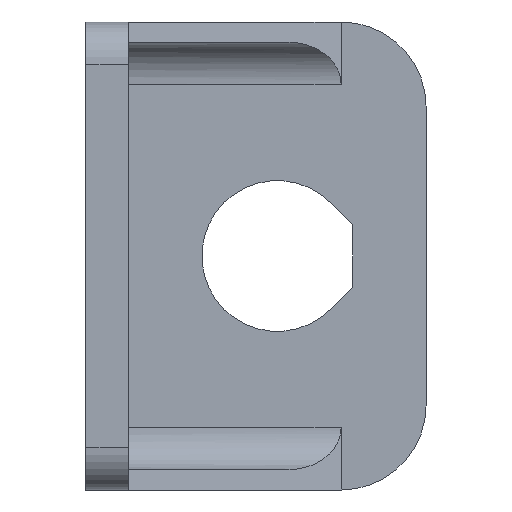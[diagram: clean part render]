
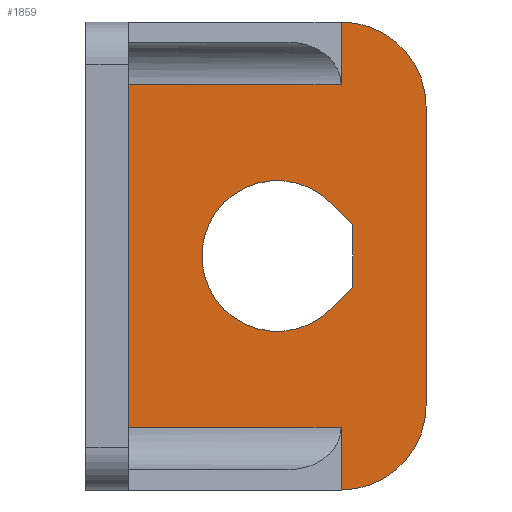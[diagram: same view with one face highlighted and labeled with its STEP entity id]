
A CAD part, front view. The second image highlights one B-rep face of the part: STEP entity #1859.
In plain terms, the highlighted planar face has unit normal (0, -1, 0).
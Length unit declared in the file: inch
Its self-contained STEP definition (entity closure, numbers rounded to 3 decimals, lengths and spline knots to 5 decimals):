
#27=FACE_BOUND('',#297,.T.);
#51=CIRCLE('',#1945,0.5);
#52=CIRCLE('',#1946,0.5);
#53=CIRCLE('',#1947,0.443);
#105=PLANE('',#1944);
#190=FACE_OUTER_BOUND('',#296,.T.);
#296=EDGE_LOOP('',(#1573,#1574,#1575,#1576,#1577,#1578,#1579,#1580));
#297=EDGE_LOOP('',(#1581,#1582,#1583,#1584));
#453=LINE('',#3172,#621);
#456=LINE('',#3182,#624);
#458=LINE('',#3187,#626);
#465=LINE('',#3212,#633);
#466=LINE('',#3215,#634);
#467=LINE('',#3219,#635);
#468=LINE('',#3223,#636);
#469=LINE('',#3225,#637);
#470=LINE('',#3227,#638);
#621=VECTOR('',#2161,0.3937);
#624=VECTOR('',#2170,0.3937);
#626=VECTOR('',#2176,0.3937);
#633=VECTOR('',#2199,0.3937);
#634=VECTOR('',#2202,0.3937);
#635=VECTOR('',#2205,0.3937);
#636=VECTOR('',#2208,0.3937);
#637=VECTOR('',#2209,0.3937);
#638=VECTOR('',#2210,0.3937);
#885=VERTEX_POINT('',#3166);
#887=VERTEX_POINT('',#3170);
#889=VERTEX_POINT('',#3178);
#891=VERTEX_POINT('',#3181);
#902=VERTEX_POINT('',#3210);
#903=VERTEX_POINT('',#3214);
#904=VERTEX_POINT('',#3216);
#905=VERTEX_POINT('',#3218);
#906=VERTEX_POINT('',#3221);
#907=VERTEX_POINT('',#3222);
#908=VERTEX_POINT('',#3224);
#909=VERTEX_POINT('',#3226);
#1135=EDGE_CURVE('',#887,#885,#453,.T.);
#1139=EDGE_CURVE('',#889,#891,#456,.T.);
#1142=EDGE_CURVE('',#885,#889,#458,.T.);
#1155=EDGE_CURVE('',#902,#891,#465,.T.);
#1156=EDGE_CURVE('',#887,#903,#466,.T.);
#1157=EDGE_CURVE('',#904,#903,#51,.T.);
#1158=EDGE_CURVE('',#904,#905,#467,.T.);
#1159=EDGE_CURVE('',#902,#905,#52,.T.);
#1160=EDGE_CURVE('',#906,#907,#468,.T.);
#1161=EDGE_CURVE('',#907,#908,#469,.T.);
#1162=EDGE_CURVE('',#908,#909,#470,.T.);
#1163=EDGE_CURVE('',#909,#906,#53,.T.);
#1573=ORIENTED_EDGE('',*,*,#1156,.T.);
#1574=ORIENTED_EDGE('',*,*,#1157,.F.);
#1575=ORIENTED_EDGE('',*,*,#1158,.T.);
#1576=ORIENTED_EDGE('',*,*,#1159,.F.);
#1577=ORIENTED_EDGE('',*,*,#1155,.T.);
#1578=ORIENTED_EDGE('',*,*,#1139,.F.);
#1579=ORIENTED_EDGE('',*,*,#1142,.F.);
#1580=ORIENTED_EDGE('',*,*,#1135,.F.);
#1581=ORIENTED_EDGE('',*,*,#1160,.T.);
#1582=ORIENTED_EDGE('',*,*,#1161,.T.);
#1583=ORIENTED_EDGE('',*,*,#1162,.T.);
#1584=ORIENTED_EDGE('',*,*,#1163,.T.);
#1859=ADVANCED_FACE('',(#190,#27),#105,.T.);
#1944=AXIS2_PLACEMENT_3D('',#3213,#2200,#2201);
#1945=AXIS2_PLACEMENT_3D('',#3217,#2203,#2204);
#1946=AXIS2_PLACEMENT_3D('',#3220,#2206,#2207);
#1947=AXIS2_PLACEMENT_3D('',#3228,#2211,#2212);
#2161=DIRECTION('',(-1.,0.,0.));
#2170=DIRECTION('',(1.,0.,0.));
#2176=DIRECTION('',(0.,0.,1.));
#2199=DIRECTION('',(0.,0.,-1.));
#2200=DIRECTION('center_axis',(0.,-1.,0.));
#2201=DIRECTION('ref_axis',(1.,0.,0.));
#2202=DIRECTION('',(0.,0.,-1.));
#2203=DIRECTION('center_axis',(0.,1.,0.));
#2204=DIRECTION('ref_axis',(0.707,0.,-0.707));
#2205=DIRECTION('',(0.,0.,1.));
#2206=DIRECTION('center_axis',(0.,1.,0.));
#2207=DIRECTION('ref_axis',(0.707,0.,0.707));
#2208=DIRECTION('',(0.707,0.,-0.707));
#2209=DIRECTION('',(0.,0.,-1.));
#2210=DIRECTION('',(-0.707,0.,-0.707));
#2211=DIRECTION('center_axis',(0.,1.,0.));
#2212=DIRECTION('ref_axis',(1.,0.,0.));
#3166=CARTESIAN_POINT('',(0.25,-0.25,-1.00689));
#3170=CARTESIAN_POINT('',(1.5,-0.25,-1.00689));
#3172=CARTESIAN_POINT('',(0.5625,-0.25,-1.00689));
#3178=CARTESIAN_POINT('',(0.25,-0.25,1.00689));
#3181=CARTESIAN_POINT('',(1.5,-0.25,1.00689));
#3182=CARTESIAN_POINT('',(0.5625,-0.25,1.00689));
#3187=CARTESIAN_POINT('',(0.25,-0.25,0.));
#3210=CARTESIAN_POINT('',(1.5,-0.25,1.375));
#3212=CARTESIAN_POINT('',(1.5,-0.25,0.6875));
#3213=CARTESIAN_POINT('Origin',(0.25,-0.25,0.));
#3214=CARTESIAN_POINT('',(1.5,-0.25,-1.375));
#3215=CARTESIAN_POINT('',(1.5,-0.25,-0.6875));
#3216=CARTESIAN_POINT('',(2.,-0.25,-0.875));
#3217=CARTESIAN_POINT('Origin',(1.5,-0.25,-0.875));
#3218=CARTESIAN_POINT('',(2.,-0.25,0.875));
#3219=CARTESIAN_POINT('',(2.,-0.25,0.));
#3220=CARTESIAN_POINT('Origin',(1.5,-0.25,0.875));
#3221=CARTESIAN_POINT('',(1.43825,-0.25,0.31325));
#3222=CARTESIAN_POINT('',(1.568,-0.25,0.1835));
#3223=CARTESIAN_POINT('',(1.28437,-0.25,0.46712));
#3224=CARTESIAN_POINT('',(1.568,-0.25,-0.1835));
#3225=CARTESIAN_POINT('',(1.568,-0.25,-0.09175));
#3226=CARTESIAN_POINT('',(1.43825,-0.25,-0.31325));
#3227=CARTESIAN_POINT('',(1.2195,-0.25,-0.532));
#3228=CARTESIAN_POINT('Origin',(1.125,-0.25,0.));
